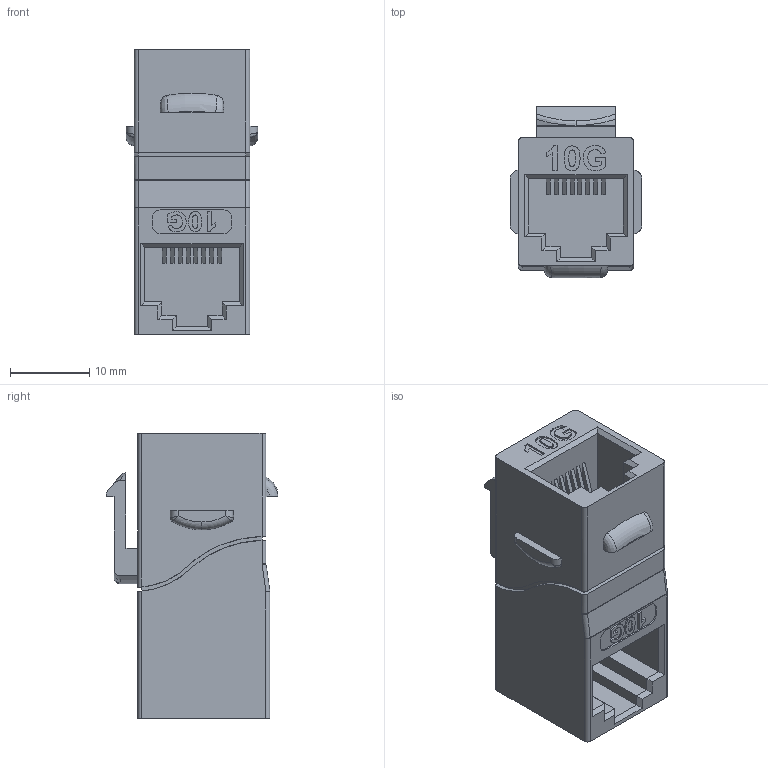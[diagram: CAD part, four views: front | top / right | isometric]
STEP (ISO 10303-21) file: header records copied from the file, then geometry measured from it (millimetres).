
FILE_DESCRIPTION (( 'STEP AP214' ), '1' );
FILE_NAME ('TDG1026K-RC6A.STEP', '2013-10-23T15:14:08', ( 'x' ), ( '' ), 'SwSTEP 2.0', 'SolidWorks 2012', '' );
FILE_SCHEMA (( 'AUTOMOTIVE_DESIGN' ));
Length unit declared in the file: millimetre
Products named in the file (1): TDG1026K-RC6A
Bounding box: 16.6 x 21.7 x 36.05 mm (x, y, z)
Volume: 6931.1 mm3; surface area: 4210.8 mm2
Topology: 4 solids, 4 shells, 825 faces, 2196 edges, 1447 vertices
Faces by surface type: plane 488, bspline 294, cylinder 33, torus 8, sphere 2
Entity records: 41082 total; most frequent: CARTESIAN_POINT 21762, ORIENTED_EDGE 4380, DIRECTION 2716, EDGE_CURVE 2190, VECTOR 1508, LINE 1508, VERTEX_POINT 1447, EDGE_LOOP 933
